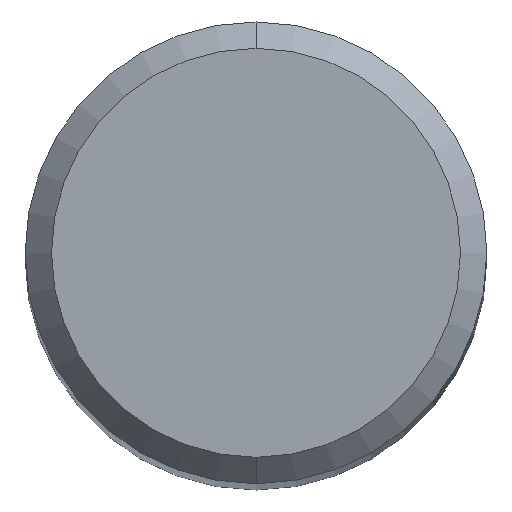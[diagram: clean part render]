
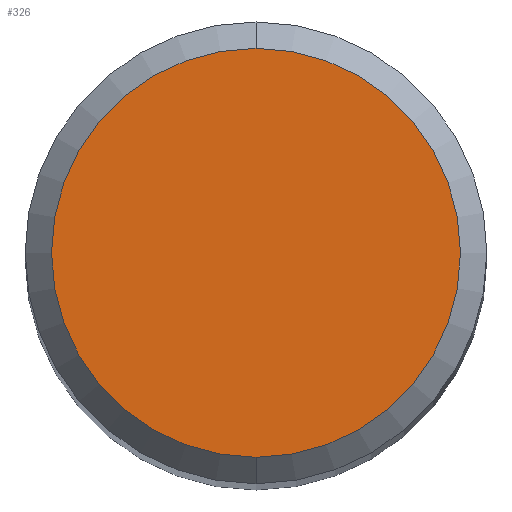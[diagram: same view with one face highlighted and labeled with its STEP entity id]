
A CAD part, top view. The second image highlights one B-rep face of the part: STEP entity #326.
In plain terms, the highlighted planar face has unit normal (0, 0, 1).
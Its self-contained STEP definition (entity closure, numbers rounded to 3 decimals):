
#268=EDGE_CURVE('',#306,#296,#580,.T.);
#296=VERTEX_POINT('',#611);
#302=EDGE_CURVE('',#296,#306,#617,.T.);
#306=VERTEX_POINT('',#621);
#326=ADVANCED_FACE('',(#643),#644,.T.);
#580=CIRCLE('',#1046,3.1);
#611=CARTESIAN_POINT('',(0.,-3.1,0.0));
#617=CIRCLE('',#1108,3.1);
#621=CARTESIAN_POINT('',(0.0,3.1,0.0));
#643=FACE_OUTER_BOUND('',#1158,.T.);
#644=PLANE('',#1159);
#1046=AXIS2_PLACEMENT_3D('',#1550,#1551,#1552);
#1108=AXIS2_PLACEMENT_3D('',#1598,#1599,#1600);
#1158=EDGE_LOOP('',(#1620,#1621));
#1159=AXIS2_PLACEMENT_3D('',#1622,#1623,#1624);
#1550=CARTESIAN_POINT('',(0.0,0.0,0.0));
#1551=DIRECTION('',(0.0,0.0,-1.0));
#1552=DIRECTION('',(0.0,1.0,0.0));
#1598=CARTESIAN_POINT('',(0.0,0.0,0.0));
#1599=DIRECTION('',(0.0,0.0,-1.0));
#1600=DIRECTION('',(0.0,1.0,0.0));
#1620=ORIENTED_EDGE('',*,*,#268,.F.);
#1621=ORIENTED_EDGE('',*,*,#302,.F.);
#1622=CARTESIAN_POINT('',(0.0,1.55,0.0));
#1623=DIRECTION('',(-0.0,0.0,1.0));
#1624=DIRECTION('',(0.0,-1.0,0.0));
